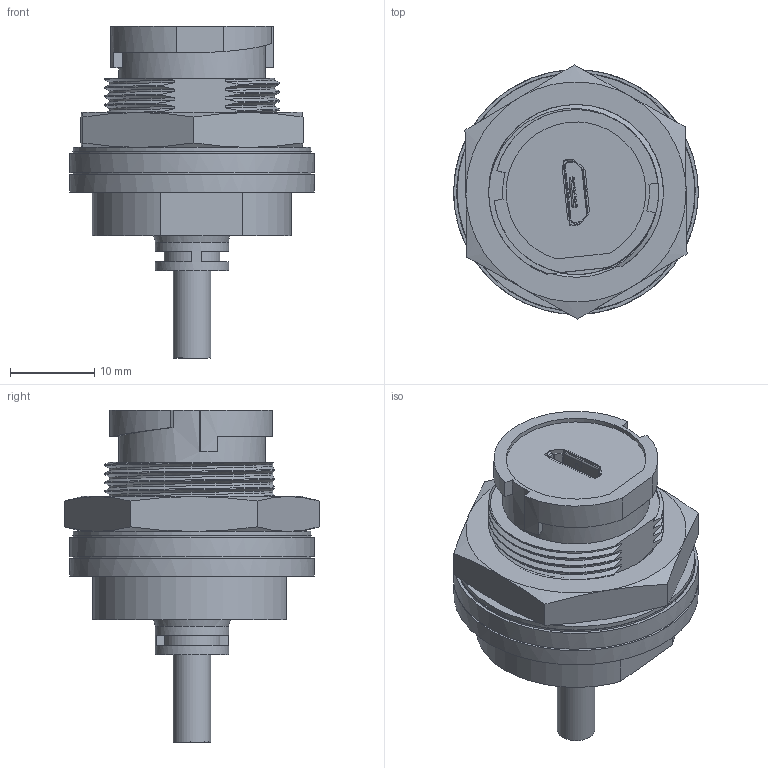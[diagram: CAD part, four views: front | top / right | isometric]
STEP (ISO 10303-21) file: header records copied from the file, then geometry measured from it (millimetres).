
FILE_DESCRIPTION(('FreeCAD Model'),'2;1');
FILE_NAME('Open CASCADE Shape Model','2025-04-30T10:27:31',('FreeCAD'),( 'FreeCAD'),'Open CASCADE STEP processor 7.6','FreeCAD','Unknown');
FILE_SCHEMA(('AUTOMOTIVE_DESIGN { 1 0 10303 214 1 1 1 1 }'));
Products named in the file (1): Open CASCADE STEP translator 7.6 1
Bounding box: 29.1 x 30.24 x 39.49 mm (x, y, z)
Volume: 10811.1 mm3; surface area: 7436.4 mm2
Topology: 5 solids, 5 shells, 603 faces, 1680 edges, 1095 vertices
Faces by surface type: bspline 603
Entity records: 38478 total; most frequent: CARTESIAN_POINT 28839, ORIENTED_EDGE 3360, EDGE_CURVE 1680, B_SPLINE_CURVE_WITH_KNOTS 1247, VERTEX_POINT 1095, FACE_BOUND 631, EDGE_LOOP 631, ADVANCED_FACE 603
